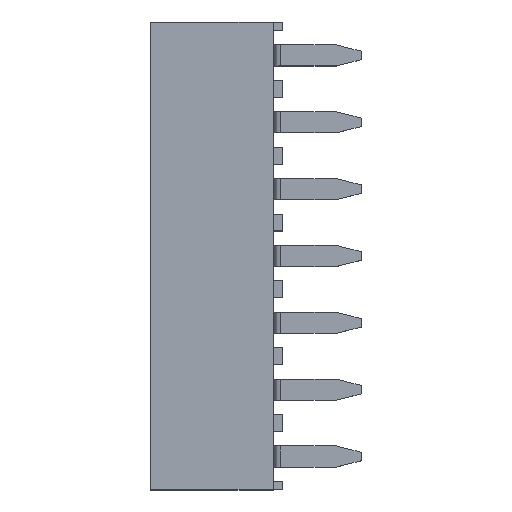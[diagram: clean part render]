
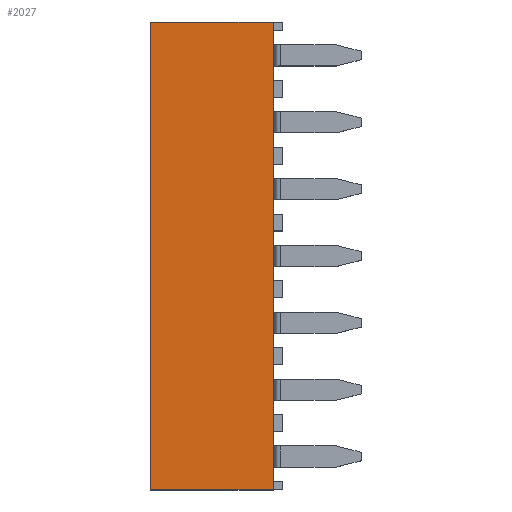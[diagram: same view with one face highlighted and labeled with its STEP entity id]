
A CAD part, top view. The second image highlights one B-rep face of the part: STEP entity #2027.
In plain terms, the highlighted planar face has unit normal (0, 0, 1).
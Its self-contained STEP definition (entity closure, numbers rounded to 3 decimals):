
#13=DIRECTION('',(1.,0.,0.));
#14=VECTOR('',#13,4.65);
#15=CARTESIAN_POINT('',(-5.,0.,1.27));
#16=LINE('',#15,#14);
#45=DIRECTION('',(0.,1.,0.));
#46=VECTOR('',#45,17.78);
#47=CARTESIAN_POINT('',(-5.,0.,1.27));
#48=LINE('',#47,#46);
#249=DIRECTION('',(0.,1.,0.));
#250=VECTOR('',#249,17.78);
#251=CARTESIAN_POINT('',(-0.35,0.,1.27));
#252=LINE('',#251,#250);
#1389=DIRECTION('',(1.,0.,0.));
#1390=VECTOR('',#1389,4.65);
#1391=CARTESIAN_POINT('',(-5.,17.78,1.27));
#1392=LINE('',#1391,#1390);
#1509=CARTESIAN_POINT('',(-5.,0.,1.27));
#1510=CARTESIAN_POINT('',(-0.35,0.,1.27));
#1511=VERTEX_POINT('',#1509);
#1512=VERTEX_POINT('',#1510);
#1521=CARTESIAN_POINT('',(-5.,17.78,1.27));
#1522=CARTESIAN_POINT('',(-0.35,17.78,1.27));
#1523=VERTEX_POINT('',#1521);
#1524=VERTEX_POINT('',#1522);
#2013=CARTESIAN_POINT('',(-5.,0.,1.27));
#2014=DIRECTION('',(0.,0.,1.));
#2015=DIRECTION('',(1.,0.,0.));
#2016=AXIS2_PLACEMENT_3D('',#2013,#2014,#2015);
#2017=PLANE('',#2016);
#2018=ORIENTED_EDGE('',*,*,#1994,.F.);
#2020=ORIENTED_EDGE('',*,*,#2019,.T.);
#2022=ORIENTED_EDGE('',*,*,#2021,.T.);
#2024=ORIENTED_EDGE('',*,*,#2023,.F.);
#2025=EDGE_LOOP('',(#2018,#2020,#2022,#2024));
#2026=FACE_OUTER_BOUND('',#2025,.F.);
#2027=ADVANCED_FACE('',(#2026),#2017,.T.);
#1994=EDGE_CURVE('',#1511,#1512,#16,.T.);
#2019=EDGE_CURVE('',#1511,#1523,#48,.T.);
#2021=EDGE_CURVE('',#1523,#1524,#1392,.T.);
#2023=EDGE_CURVE('',#1512,#1524,#252,.T.);
